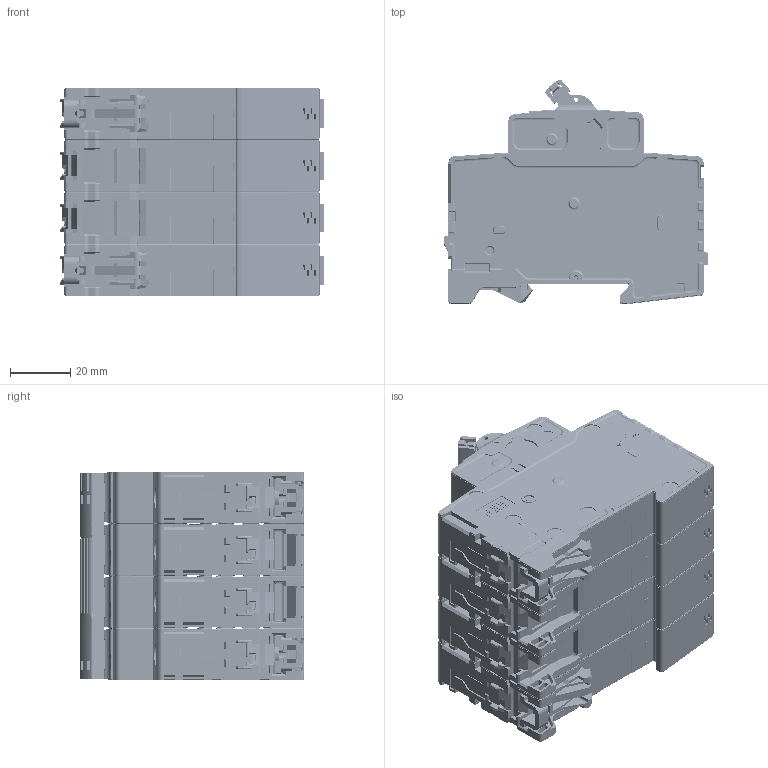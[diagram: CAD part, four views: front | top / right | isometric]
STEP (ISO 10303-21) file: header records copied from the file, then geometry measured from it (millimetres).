
FILE_DESCRIPTION((''),'2;1');
FILE_NAME('2CDS28X111_4-POLIG','2014-04-25T',('DEU121775'),(''),'PRO/ENGINEER BY PARAMETRIC TECHNOLOGY CORPORATION, 2011310','PRO/ENGINEER BY PARAMETRIC TECHNOLOGY CORPORATION, 2011310','');
FILE_SCHEMA(('AUTOMOTIVE_DESIGN_CC2 { 1 2 10303 214 -1 1 5 2 }'));
Products named in the file (1): 2CDS28X111_4-POLIG
Bounding box: 88 x 74.74 x 69.6 mm (x, y, z)
Volume: 301194.2 mm3; surface area: 66676.1 mm2
Topology: 1 solids, 1 shells, 9083 faces, 24467 edges, 15593 vertices
Faces by surface type: plane 4938, cylinder 2538, bspline 563, torus 540, cone 322, sphere 118, extrusion 64
Entity records: 338705 total; most frequent: CARTESIAN_POINT 105789, ORIENTED_EDGE 48902, DIRECTION 43446, EDGE_CURVE 24451, VECTOR 16056, LINE 15992, VERTEX_POINT 15593, AXIS2_PLACEMENT_3D 13695
